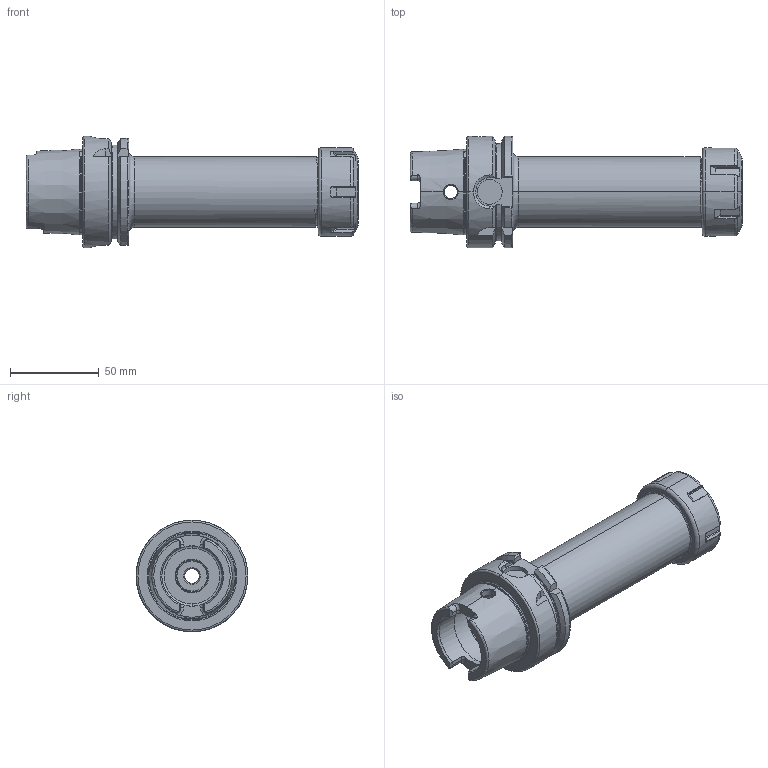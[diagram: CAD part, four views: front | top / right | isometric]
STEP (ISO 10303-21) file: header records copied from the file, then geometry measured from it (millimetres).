
FILE_DESCRIPTION (( 'STEP AP203' ), '1' );
FILE_NAME ('A63.02.20.1.STEP', '2016-11-26T03:14:50', ( '' ), ( '' ), 'SwSTEP 2.0', 'SolidWorks 2012', '' );
FILE_SCHEMA (( 'CONFIG_CONTROL_DESIGN' ));
Products named in the file (3): A63.02.20.1; 2-01.100.0320230C7_ER32螺帽(六溝)
Assembly tree (2 placements, depth 2):
  A63.02.20.1
    A63.02.20.1
    2-01.100.0320230C7_ER32螺帽(六溝)
Bounding box: 187.28 x 63 x 63 mm (x, y, z)
Volume: 219078.1 mm3; surface area: 55570.5 mm2
Topology: 2 solids, 2 shells, 436 faces, 1116 edges, 688 vertices
Faces by surface type: cylinder 162, plane 99, bspline 82, torus 59, cone 34
Entity records: 33604 total; most frequent: CARTESIAN_POINT 24172, ORIENTED_EDGE 2228, DIRECTION 1502, EDGE_CURVE 1114, VERTEX_POINT 688, AXIS2_PLACEMENT_3D 589, EDGE_LOOP 450, FACE_OUTER_BOUND 436
